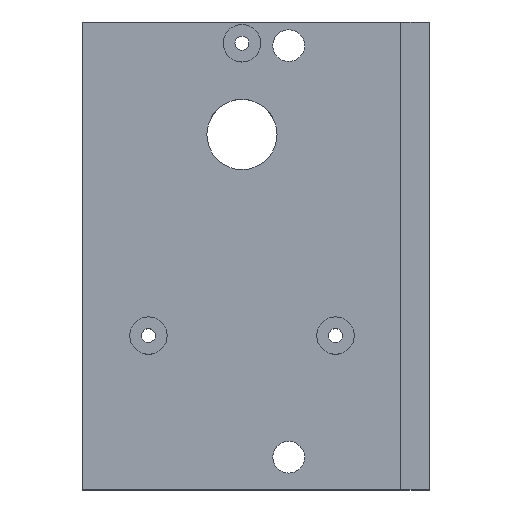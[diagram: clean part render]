
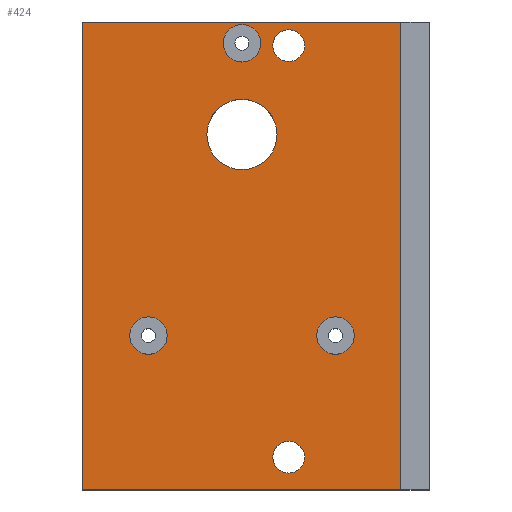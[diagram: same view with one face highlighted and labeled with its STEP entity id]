
A CAD part, top view. The second image highlights one B-rep face of the part: STEP entity #424.
In plain terms, the highlighted planar face has unit normal (0, 0, 1).
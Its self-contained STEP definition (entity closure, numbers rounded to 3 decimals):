
#26=FACE_BOUND('',#95,.T.);
#27=FACE_BOUND('',#96,.T.);
#28=FACE_BOUND('',#97,.T.);
#29=FACE_BOUND('',#98,.T.);
#30=FACE_BOUND('',#99,.T.);
#31=FACE_BOUND('',#100,.T.);
#45=CIRCLE('',#464,2.);
#46=CIRCLE('',#465,1.7);
#47=CIRCLE('',#466,2.);
#48=CIRCLE('',#467,3.75);
#49=CIRCLE('',#468,2.);
#50=CIRCLE('',#469,1.7);
#69=FACE_OUTER_BOUND('',#94,.T.);
#94=EDGE_LOOP('',(#304,#305,#306,#307));
#95=EDGE_LOOP('',(#308));
#96=EDGE_LOOP('',(#309));
#97=EDGE_LOOP('',(#310));
#98=EDGE_LOOP('',(#311));
#99=EDGE_LOOP('',(#312));
#100=EDGE_LOOP('',(#313));
#137=LINE('',#644,#171);
#142=LINE('',#653,#176);
#143=LINE('',#656,#177);
#144=LINE('',#657,#178);
#171=VECTOR('',#513,1.);
#176=VECTOR('',#520,1.);
#177=VECTOR('',#523,1.);
#178=VECTOR('',#524,1.);
#205=VERTEX_POINT('',#641);
#206=VERTEX_POINT('',#643);
#209=VERTEX_POINT('',#651);
#210=VERTEX_POINT('',#655);
#211=VERTEX_POINT('',#658);
#212=VERTEX_POINT('',#660);
#213=VERTEX_POINT('',#662);
#214=VERTEX_POINT('',#664);
#215=VERTEX_POINT('',#666);
#216=VERTEX_POINT('',#668);
#241=EDGE_CURVE('',#205,#206,#137,.T.);
#246=EDGE_CURVE('',#205,#209,#142,.T.);
#247=EDGE_CURVE('',#209,#210,#143,.T.);
#248=EDGE_CURVE('',#206,#210,#144,.T.);
#249=EDGE_CURVE('',#211,#211,#45,.T.);
#250=EDGE_CURVE('',#212,#212,#46,.T.);
#251=EDGE_CURVE('',#213,#213,#47,.T.);
#252=EDGE_CURVE('',#214,#214,#48,.T.);
#253=EDGE_CURVE('',#215,#215,#49,.T.);
#254=EDGE_CURVE('',#216,#216,#50,.T.);
#304=ORIENTED_EDGE('',*,*,#241,.F.);
#305=ORIENTED_EDGE('',*,*,#246,.T.);
#306=ORIENTED_EDGE('',*,*,#247,.T.);
#307=ORIENTED_EDGE('',*,*,#248,.F.);
#308=ORIENTED_EDGE('',*,*,#249,.F.);
#309=ORIENTED_EDGE('',*,*,#250,.T.);
#310=ORIENTED_EDGE('',*,*,#251,.F.);
#311=ORIENTED_EDGE('',*,*,#252,.T.);
#312=ORIENTED_EDGE('',*,*,#253,.F.);
#313=ORIENTED_EDGE('',*,*,#254,.T.);
#410=PLANE('',#463);
#424=ADVANCED_FACE('',(#69,#26,#27,#28,#29,#30,#31),#410,.T.);
#463=AXIS2_PLACEMENT_3D('',#654,#521,#522);
#464=AXIS2_PLACEMENT_3D('',#659,#525,#526);
#465=AXIS2_PLACEMENT_3D('',#661,#527,#528);
#466=AXIS2_PLACEMENT_3D('',#663,#529,#530);
#467=AXIS2_PLACEMENT_3D('',#665,#531,#532);
#468=AXIS2_PLACEMENT_3D('',#667,#533,#534);
#469=AXIS2_PLACEMENT_3D('',#669,#535,#536);
#513=DIRECTION('',(0.,1.,0.));
#520=DIRECTION('',(1.,0.,0.));
#521=DIRECTION('center_axis',(0.,0.,1.));
#522=DIRECTION('ref_axis',(1.,0.,0.));
#523=DIRECTION('',(0.,1.,0.));
#524=DIRECTION('',(1.,0.,0.));
#525=DIRECTION('center_axis',(0.,0.,1.));
#526=DIRECTION('ref_axis',(1.,0.,0.));
#527=DIRECTION('center_axis',(0.,0.,-1.));
#528=DIRECTION('ref_axis',(1.,0.,0.));
#529=DIRECTION('center_axis',(0.,0.,1.));
#530=DIRECTION('ref_axis',(1.,0.,0.));
#531=DIRECTION('center_axis',(0.,0.,-1.));
#532=DIRECTION('ref_axis',(1.,0.,0.));
#533=DIRECTION('center_axis',(0.,0.,1.));
#534=DIRECTION('ref_axis',(1.,0.,0.));
#535=DIRECTION('center_axis',(0.,0.,-1.));
#536=DIRECTION('ref_axis',(1.,0.,0.));
#641=CARTESIAN_POINT('',(-17.,-25.,1.5));
#643=CARTESIAN_POINT('',(-17.,25.,1.5));
#644=CARTESIAN_POINT('',(-17.,-25.,1.5));
#651=CARTESIAN_POINT('',(17.,-25.,1.5));
#653=CARTESIAN_POINT('',(-17.,-25.,1.5));
#654=CARTESIAN_POINT('Origin',(-17.,-25.,1.5));
#655=CARTESIAN_POINT('',(17.,25.,1.5));
#656=CARTESIAN_POINT('',(17.,-25.,1.5));
#657=CARTESIAN_POINT('',(-17.,25.,1.5));
#658=CARTESIAN_POINT('',(-12.,-8.5,1.5));
#659=CARTESIAN_POINT('Origin',(-10.,-8.5,1.5));
#660=CARTESIAN_POINT('',(3.3,-21.5,1.5));
#661=CARTESIAN_POINT('Origin',(5.,-21.5,1.5));
#662=CARTESIAN_POINT('',(8.,-8.5,1.5));
#663=CARTESIAN_POINT('Origin',(10.,-8.5,1.5));
#664=CARTESIAN_POINT('',(-3.75,13.,1.5));
#665=CARTESIAN_POINT('Origin',(0.,13.,1.5));
#666=CARTESIAN_POINT('',(-2.,22.75,1.5));
#667=CARTESIAN_POINT('Origin',(0.,22.75,1.5));
#668=CARTESIAN_POINT('',(3.3,22.5,1.5));
#669=CARTESIAN_POINT('Origin',(5.,22.5,1.5));
